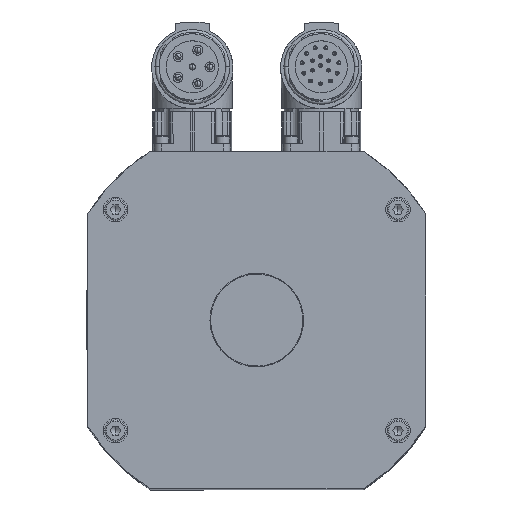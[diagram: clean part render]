
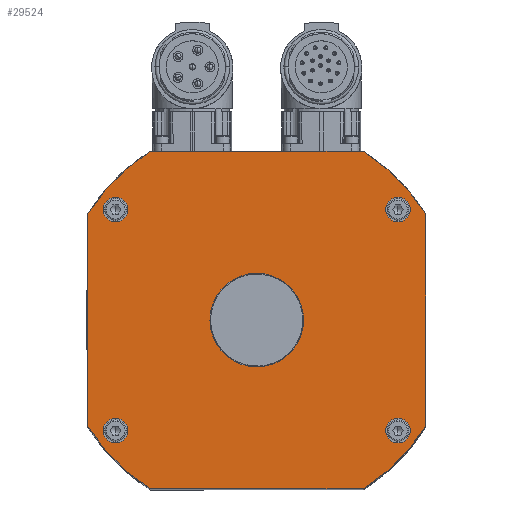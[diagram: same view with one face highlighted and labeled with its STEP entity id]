
A CAD part, top view. The second image highlights one B-rep face of the part: STEP entity #29524.
In plain terms, the highlighted face is planar.
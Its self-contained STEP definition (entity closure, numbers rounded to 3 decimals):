
#4457=CARTESIAN_POINT('',(0.,15.25,188.));
#4458=VERTEX_POINT('',#4457);
#4474=CARTESIAN_POINT('',(0.,-15.25,188.));
#4475=VERTEX_POINT('',#4474);
#4482=CARTESIAN_POINT('',(0.,0.,188.));
#4483=DIRECTION('',(0.0,0.0,-1.0));
#4484=DIRECTION('',(0.0,1.0,0.0));
#4485=AXIS2_PLACEMENT_3D('',#4482,#4483,#4484);
#4486=CIRCLE('',#4485,15.25);
#4487=EDGE_CURVE('',#4458,#4475,#4486,.T.);
#4520=CARTESIAN_POINT('',(-46.,-40.,188.));
#4521=VERTEX_POINT('',#4520);
#4537=CARTESIAN_POINT('',(-46.,-32.,188.));
#4538=VERTEX_POINT('',#4537);
#4545=CARTESIAN_POINT('',(-46.,-36.,188.));
#4546=DIRECTION('',(0.0,0.0,-1.0));
#4547=DIRECTION('',(0.0,-1.0,0.0));
#4548=AXIS2_PLACEMENT_3D('',#4545,#4546,#4547);
#4549=CIRCLE('',#4548,4.0);
#4550=EDGE_CURVE('',#4521,#4538,#4549,.T.);
#4583=CARTESIAN_POINT('',(46.,-40.,188.));
#4584=VERTEX_POINT('',#4583);
#4600=CARTESIAN_POINT('',(46.,-32.,188.));
#4601=VERTEX_POINT('',#4600);
#4608=CARTESIAN_POINT('',(46.,-36.,188.));
#4609=DIRECTION('',(0.0,0.0,-1.0));
#4610=DIRECTION('',(0.0,-1.0,0.0));
#4611=AXIS2_PLACEMENT_3D('',#4608,#4609,#4610);
#4612=CIRCLE('',#4611,4.0);
#4613=EDGE_CURVE('',#4584,#4601,#4612,.T.);
#4646=CARTESIAN_POINT('',(46.,32.,188.));
#4647=VERTEX_POINT('',#4646);
#4663=CARTESIAN_POINT('',(46.,40.,188.));
#4664=VERTEX_POINT('',#4663);
#4671=CARTESIAN_POINT('',(46.,36.,188.));
#4672=DIRECTION('',(0.0,0.0,-1.0));
#4673=DIRECTION('',(0.0,-1.0,0.0));
#4674=AXIS2_PLACEMENT_3D('',#4671,#4672,#4673);
#4675=CIRCLE('',#4674,4.0);
#4676=EDGE_CURVE('',#4647,#4664,#4675,.T.);
#4709=CARTESIAN_POINT('',(-46.,32.,188.));
#4710=VERTEX_POINT('',#4709);
#4726=CARTESIAN_POINT('',(-46.,40.,188.));
#4727=VERTEX_POINT('',#4726);
#4734=CARTESIAN_POINT('',(-46.,36.,188.));
#4735=DIRECTION('',(0.0,0.0,-1.0));
#4736=DIRECTION('',(0.0,-1.0,0.0));
#4737=AXIS2_PLACEMENT_3D('',#4734,#4735,#4736);
#4738=CIRCLE('',#4737,4.0);
#4739=EDGE_CURVE('',#4710,#4727,#4738,.T.);
#28851=CARTESIAN_POINT('',(-46.,36.,188.));
#28852=DIRECTION('',(0.0,0.0,-1.0));
#28853=DIRECTION('',(0.0,-1.0,0.0));
#28854=AXIS2_PLACEMENT_3D('',#28851,#28852,#28853);
#28855=CIRCLE('',#28854,4.0);
#28856=EDGE_CURVE('',#4727,#4710,#28855,.T.);
#28916=CARTESIAN_POINT('',(46.,36.,188.));
#28917=DIRECTION('',(0.0,0.0,-1.0));
#28918=DIRECTION('',(0.0,-1.0,0.0));
#28919=AXIS2_PLACEMENT_3D('',#28916,#28917,#28918);
#28920=CIRCLE('',#28919,4.0);
#28921=EDGE_CURVE('',#4664,#4647,#28920,.T.);
#28981=CARTESIAN_POINT('',(46.,-36.,188.));
#28982=DIRECTION('',(0.0,0.0,-1.0));
#28983=DIRECTION('',(0.0,-1.0,0.0));
#28984=AXIS2_PLACEMENT_3D('',#28981,#28982,#28983);
#28985=CIRCLE('',#28984,4.0);
#28986=EDGE_CURVE('',#4601,#4584,#28985,.T.);
#29040=CARTESIAN_POINT('',(-46.,-36.,188.));
#29041=DIRECTION('',(0.0,0.0,-1.0));
#29042=DIRECTION('',(0.0,-1.0,0.0));
#29043=AXIS2_PLACEMENT_3D('',#29040,#29041,#29042);
#29044=CIRCLE('',#29043,4.0);
#29045=EDGE_CURVE('',#4538,#4521,#29044,.T.);
#29058=CARTESIAN_POINT('',(0.,0.,188.));
#29059=DIRECTION('',(0.0,0.0,-1.0));
#29060=DIRECTION('',(0.0,1.0,0.0));
#29061=AXIS2_PLACEMENT_3D('',#29058,#29059,#29060);
#29062=CIRCLE('',#29061,15.25);
#29063=EDGE_CURVE('',#4475,#4458,#29062,.T.);
#29096=CARTESIAN_POINT('',(-34.641,55.,188.));
#29097=VERTEX_POINT('',#29096);
#29104=CARTESIAN_POINT('',(34.641,55.,188.));
#29105=VERTEX_POINT('',#29104);
#29106=CARTESIAN_POINT('',(34.641,55.,188.));
#29107=DIRECTION('',(-1.0,0.0,0.0));
#29108=VECTOR('',#29107,69.282);
#29109=LINE('',#29106,#29108);
#29110=EDGE_CURVE('',#29105,#29097,#29109,.T.);
#29159=CARTESIAN_POINT('',(-55.,34.641,188.));
#29160=VERTEX_POINT('',#29159);
#29167=CARTESIAN_POINT('',(0.,0.,188.));
#29168=DIRECTION('',(0.,0.,1.0));
#29169=DIRECTION('',(0.846,-0.533,0.));
#29170=AXIS2_PLACEMENT_3D('',#29167,#29168,#29169);
#29171=CIRCLE('',#29170,65.0);
#29172=EDGE_CURVE('',#29097,#29160,#29171,.T.);
#29219=CARTESIAN_POINT('',(-55.,-34.641,188.));
#29220=VERTEX_POINT('',#29219);
#29227=CARTESIAN_POINT('',(-55.,34.641,188.));
#29228=DIRECTION('',(0.0,-1.0,0.0));
#29229=VECTOR('',#29228,69.282);
#29230=LINE('',#29227,#29229);
#29231=EDGE_CURVE('',#29160,#29220,#29230,.T.);
#29275=CARTESIAN_POINT('',(-34.641,-55.,188.));
#29276=VERTEX_POINT('',#29275);
#29283=CARTESIAN_POINT('',(0.,0.,188.));
#29284=DIRECTION('',(0.,0.,1.0));
#29285=DIRECTION('',(0.533,0.846,0.));
#29286=AXIS2_PLACEMENT_3D('',#29283,#29284,#29285);
#29287=CIRCLE('',#29286,65.0);
#29288=EDGE_CURVE('',#29220,#29276,#29287,.T.);
#29307=CARTESIAN_POINT('',(34.641,-55.,188.));
#29308=VERTEX_POINT('',#29307);
#29315=CARTESIAN_POINT('',(-34.641,-55.,188.));
#29316=DIRECTION('',(1.0,0.0,0.0));
#29317=VECTOR('',#29316,69.282);
#29318=LINE('',#29315,#29317);
#29319=EDGE_CURVE('',#29276,#29308,#29318,.T.);
#29363=CARTESIAN_POINT('',(55.,-34.641,188.));
#29364=VERTEX_POINT('',#29363);
#29371=CARTESIAN_POINT('',(0.,0.,188.));
#29372=DIRECTION('',(0.,0.,1.));
#29373=DIRECTION('',(-0.846,0.533,0.));
#29374=AXIS2_PLACEMENT_3D('',#29371,#29372,#29373);
#29375=CIRCLE('',#29374,65.0);
#29376=EDGE_CURVE('',#29308,#29364,#29375,.T.);
#29423=CARTESIAN_POINT('',(55.,34.641,188.));
#29424=VERTEX_POINT('',#29423);
#29431=CARTESIAN_POINT('',(55.,-34.641,188.));
#29432=DIRECTION('',(0.0,1.0,0.0));
#29433=VECTOR('',#29432,69.282);
#29434=LINE('',#29431,#29433);
#29435=EDGE_CURVE('',#29364,#29424,#29434,.T.);
#29478=CARTESIAN_POINT('',(0.,0.,188.));
#29479=DIRECTION('',(0.,0.,1.));
#29480=DIRECTION('',(-0.533,-0.846,0.));
#29481=AXIS2_PLACEMENT_3D('',#29478,#29479,#29480);
#29482=CIRCLE('',#29481,65.0);
#29483=EDGE_CURVE('',#29424,#29105,#29482,.T.);
#29489=CARTESIAN_POINT('',(0.,0.,188.));
#29490=DIRECTION('',(0.0,0.0,-1.0));
#29491=DIRECTION('',(0.0,1.0,0.0));
#29492=AXIS2_PLACEMENT_3D('',#29489,#29490,#29491);
#29493=PLANE('',#29492);
#29494=ORIENTED_EDGE('',*,*,#29483,.T.);
#29495=ORIENTED_EDGE('',*,*,#29110,.T.);
#29496=ORIENTED_EDGE('',*,*,#29172,.T.);
#29497=ORIENTED_EDGE('',*,*,#29231,.T.);
#29498=ORIENTED_EDGE('',*,*,#29288,.T.);
#29499=ORIENTED_EDGE('',*,*,#29319,.T.);
#29500=ORIENTED_EDGE('',*,*,#29376,.T.);
#29501=ORIENTED_EDGE('',*,*,#29435,.T.);
#29502=EDGE_LOOP('',(#29494,#29495,#29496,#29497,#29498,#29499,#29500,#29501));
#29503=FACE_OUTER_BOUND('',#29502,.T.);
#29504=ORIENTED_EDGE('',*,*,#4739,.T.);
#29505=ORIENTED_EDGE('',*,*,#28856,.T.);
#29506=EDGE_LOOP('',(#29504,#29505));
#29507=FACE_BOUND('',#29506,.T.);
#29508=ORIENTED_EDGE('',*,*,#4676,.T.);
#29509=ORIENTED_EDGE('',*,*,#28921,.T.);
#29510=EDGE_LOOP('',(#29508,#29509));
#29511=FACE_BOUND('',#29510,.T.);
#29512=ORIENTED_EDGE('',*,*,#4613,.T.);
#29513=ORIENTED_EDGE('',*,*,#28986,.T.);
#29514=EDGE_LOOP('',(#29512,#29513));
#29515=FACE_BOUND('',#29514,.T.);
#29516=ORIENTED_EDGE('',*,*,#4550,.T.);
#29517=ORIENTED_EDGE('',*,*,#29045,.T.);
#29518=EDGE_LOOP('',(#29516,#29517));
#29519=FACE_BOUND('',#29518,.T.);
#29520=ORIENTED_EDGE('',*,*,#29063,.T.);
#29521=ORIENTED_EDGE('',*,*,#4487,.T.);
#29522=EDGE_LOOP('',(#29520,#29521));
#29523=FACE_BOUND('',#29522,.T.);
#29524=ADVANCED_FACE('',(#29503,#29507,#29511,#29515,#29519,#29523),#29493,.F.);
